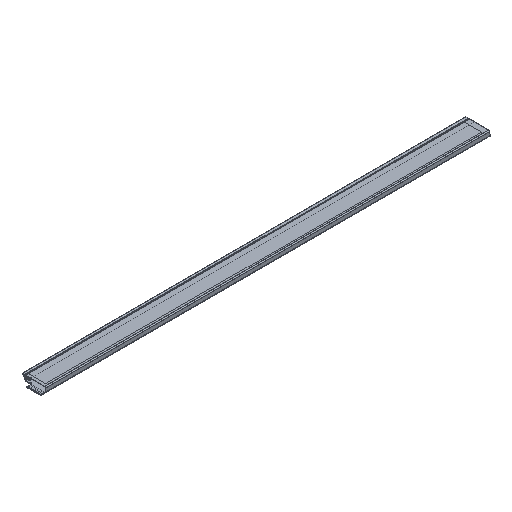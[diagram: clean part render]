
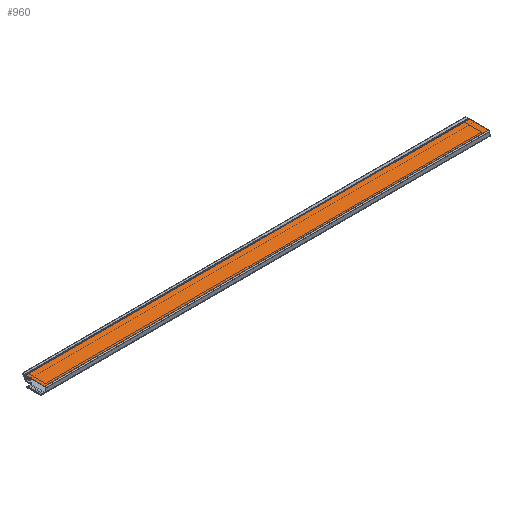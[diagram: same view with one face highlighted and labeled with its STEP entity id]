
A CAD part, isometric view. The second image highlights one B-rep face of the part: STEP entity #960.
In plain terms, the highlighted planar face has unit normal (0, 0, 1).
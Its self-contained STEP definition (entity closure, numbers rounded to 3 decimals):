
#12 = CARTESIAN_POINT ( 'NONE',  ( -2., 0.7, 0. ) ) ;
#20 = VECTOR ( 'NONE', #176, 1000. ) ;
#39 = ORIENTED_EDGE ( 'NONE', *, *, #1528, .T. ) ;
#76 = DIRECTION ( 'NONE',  ( -1., 0., 0. ) ) ;
#176 = DIRECTION ( 'NONE',  ( 0., 1., 0. ) ) ;
#352 = DIRECTION ( 'NONE',  ( 0., -1., 0. ) ) ;
#466 = VERTEX_POINT ( 'NONE', #938 ) ;
#495 = CARTESIAN_POINT ( 'NONE',  ( -2., 13.4, 0. ) ) ;
#517 = LINE ( 'NONE', #12, #1363 ) ;
#670 = CARTESIAN_POINT ( 'NONE',  ( 284.3, 0.7, 0. ) ) ;
#677 = CARTESIAN_POINT ( 'NONE',  ( -2., 13.4, 0. ) ) ;
#695 = FACE_OUTER_BOUND ( 'NONE', #2683, .T. ) ;
#719 = AXIS2_PLACEMENT_3D ( 'NONE', #972, #2544, #76 ) ;
#862 = VERTEX_POINT ( 'NONE', #495 ) ;
#868 = VECTOR ( 'NONE', #1787, 1000. ) ;
#920 = VERTEX_POINT ( 'NONE', #670 ) ;
#938 = CARTESIAN_POINT ( 'NONE',  ( -2., 0.7, 0. ) ) ;
#960 = ADVANCED_FACE ( 'NONE', ( #695 ), #1422, .F. ) ;
#972 = CARTESIAN_POINT ( 'NONE',  ( 0., 0., 0. ) ) ;
#997 = CARTESIAN_POINT ( 'NONE',  ( -2., 0., 0. ) ) ;
#1133 = ORIENTED_EDGE ( 'NONE', *, *, #1783, .T. ) ;
#1234 = ORIENTED_EDGE ( 'NONE', *, *, #1881, .T. ) ;
#1306 = CARTESIAN_POINT ( 'NONE',  ( 284.3, 0., 0. ) ) ;
#1363 = VECTOR ( 'NONE', #1817, 1000. ) ;
#1421 = CARTESIAN_POINT ( 'NONE',  ( 284.3, 13.4, 0. ) ) ;
#1422 = PLANE ( 'NONE',  #719 ) ;
#1502 = LINE ( 'NONE', #1306, #20 ) ;
#1528 = EDGE_CURVE ( 'NONE', #466, #920, #517, .T. ) ;
#1783 = EDGE_CURVE ( 'NONE', #862, #466, #2109, .T. ) ;
#1787 = DIRECTION ( 'NONE',  ( -1., 0., 0. ) ) ;
#1817 = DIRECTION ( 'NONE',  ( 1., 0., 0. ) ) ;
#1881 = EDGE_CURVE ( 'NONE', #920, #2183, #1502, .T. ) ;
#1951 = ORIENTED_EDGE ( 'NONE', *, *, #2516, .T. ) ;
#2109 = LINE ( 'NONE', #997, #2491 ) ;
#2183 = VERTEX_POINT ( 'NONE', #1421 ) ;
#2309 = LINE ( 'NONE', #677, #868 ) ;
#2491 = VECTOR ( 'NONE', #352, 1000. ) ;
#2516 = EDGE_CURVE ( 'NONE', #2183, #862, #2309, .T. ) ;
#2544 = DIRECTION ( 'NONE',  ( 0., 0., -1. ) ) ;
#2683 = EDGE_LOOP ( 'NONE', ( #39, #1234, #1951, #1133 ) ) ;
